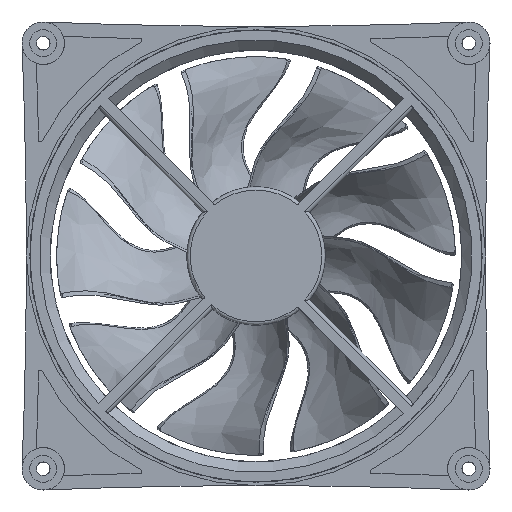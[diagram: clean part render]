
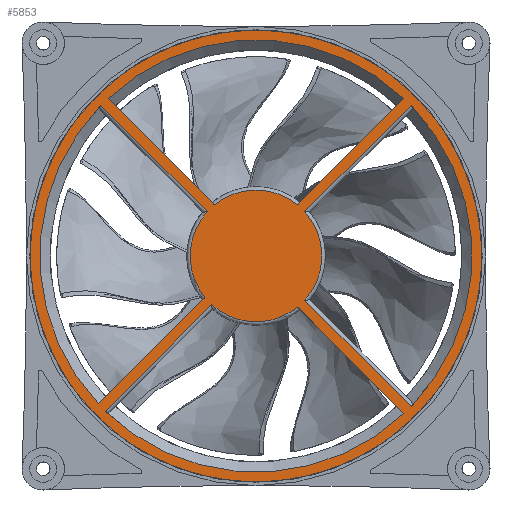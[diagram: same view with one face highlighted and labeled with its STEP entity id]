
A CAD part, front view. The second image highlights one B-rep face of the part: STEP entity #5853.
In plain terms, the highlighted planar face has unit normal (0, -1, 0).
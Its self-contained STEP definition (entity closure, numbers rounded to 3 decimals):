
#324=FACE_BOUND('',#1220,.T.);
#325=FACE_BOUND('',#1221,.T.);
#326=FACE_BOUND('',#1222,.T.);
#327=FACE_BOUND('',#1223,.T.);
#643=PLANE('',#6515);
#825=FACE_OUTER_BOUND('',#1219,.T.);
#1219=EDGE_LOOP('',(#4360));
#1220=EDGE_LOOP('',(#4361,#4362,#4363,#4364));
#1221=EDGE_LOOP('',(#4365,#4366,#4367,#4368));
#1222=EDGE_LOOP('',(#4369,#4370,#4371,#4372));
#1223=EDGE_LOOP('',(#4373,#4374,#4375,#4376));
#1589=LINE('',#9293,#1832);
#1591=LINE('',#9344,#1834);
#1592=LINE('',#9347,#1835);
#1593=LINE('',#9352,#1836);
#1594=LINE('',#9355,#1837);
#1595=LINE('',#9360,#1838);
#1596=LINE('',#9363,#1839);
#1597=LINE('',#9366,#1840);
#1832=VECTOR('',#7646,10.);
#1834=VECTOR('',#7658,10.);
#1835=VECTOR('',#7661,10.);
#1836=VECTOR('',#7664,10.);
#1837=VECTOR('',#7667,10.);
#1838=VECTOR('',#7670,10.);
#1839=VECTOR('',#7673,10.);
#1840=VECTOR('',#7676,10.);
#2162=CIRCLE('',#6508,19.5);
#2165=CIRCLE('',#6514,19.5);
#2166=CIRCLE('',#6516,67.);
#2167=CIRCLE('',#6517,64.);
#2168=CIRCLE('',#6518,64.);
#2169=CIRCLE('',#6519,19.5);
#2170=CIRCLE('',#6520,64.);
#2171=CIRCLE('',#6521,19.5);
#2172=CIRCLE('',#6522,64.);
#2588=VERTEX_POINT('',#9258);
#2591=VERTEX_POINT('',#9272);
#2594=VERTEX_POINT('',#9291);
#2595=VERTEX_POINT('',#9292);
#2599=VERTEX_POINT('',#9328);
#2600=VERTEX_POINT('',#9341);
#2601=VERTEX_POINT('',#9343);
#2602=VERTEX_POINT('',#9345);
#2603=VERTEX_POINT('',#9348);
#2604=VERTEX_POINT('',#9349);
#2605=VERTEX_POINT('',#9351);
#2606=VERTEX_POINT('',#9353);
#2607=VERTEX_POINT('',#9356);
#2608=VERTEX_POINT('',#9357);
#2609=VERTEX_POINT('',#9359);
#2610=VERTEX_POINT('',#9361);
#2611=VERTEX_POINT('',#9364);
#3231=EDGE_CURVE('',#2591,#2588,#2162,.T.);
#3235=EDGE_CURVE('',#2594,#2595,#1589,.T.);
#3241=EDGE_CURVE('',#2599,#2594,#2165,.T.);
#3242=EDGE_CURVE('',#2600,#2600,#2166,.T.);
#3243=EDGE_CURVE('',#2591,#2601,#1591,.T.);
#3244=EDGE_CURVE('',#2602,#2601,#2167,.T.);
#3245=EDGE_CURVE('',#2602,#2588,#1592,.T.);
#3246=EDGE_CURVE('',#2603,#2604,#2168,.T.);
#3247=EDGE_CURVE('',#2605,#2603,#1593,.T.);
#3248=EDGE_CURVE('',#2606,#2605,#2169,.T.);
#3249=EDGE_CURVE('',#2604,#2606,#1594,.T.);
#3250=EDGE_CURVE('',#2607,#2608,#2170,.T.);
#3251=EDGE_CURVE('',#2609,#2607,#1595,.T.);
#3252=EDGE_CURVE('',#2610,#2609,#2171,.T.);
#3253=EDGE_CURVE('',#2610,#2608,#1596,.T.);
#3254=EDGE_CURVE('',#2595,#2611,#2172,.T.);
#3255=EDGE_CURVE('',#2599,#2611,#1597,.T.);
#4360=ORIENTED_EDGE('',*,*,#3242,.T.);
#4361=ORIENTED_EDGE('',*,*,#3243,.T.);
#4362=ORIENTED_EDGE('',*,*,#3244,.F.);
#4363=ORIENTED_EDGE('',*,*,#3245,.T.);
#4364=ORIENTED_EDGE('',*,*,#3231,.F.);
#4365=ORIENTED_EDGE('',*,*,#3246,.F.);
#4366=ORIENTED_EDGE('',*,*,#3247,.F.);
#4367=ORIENTED_EDGE('',*,*,#3248,.F.);
#4368=ORIENTED_EDGE('',*,*,#3249,.F.);
#4369=ORIENTED_EDGE('',*,*,#3250,.F.);
#4370=ORIENTED_EDGE('',*,*,#3251,.F.);
#4371=ORIENTED_EDGE('',*,*,#3252,.F.);
#4372=ORIENTED_EDGE('',*,*,#3253,.T.);
#4373=ORIENTED_EDGE('',*,*,#3254,.F.);
#4374=ORIENTED_EDGE('',*,*,#3235,.F.);
#4375=ORIENTED_EDGE('',*,*,#3241,.F.);
#4376=ORIENTED_EDGE('',*,*,#3255,.T.);
#5853=ADVANCED_FACE('',(#825,#324,#325,#326,#327),#643,.T.);
#6508=AXIS2_PLACEMENT_3D('',#9283,#7636,#7637);
#6514=AXIS2_PLACEMENT_3D('',#9339,#7652,#7653);
#6515=AXIS2_PLACEMENT_3D('',#9340,#7654,#7655);
#6516=AXIS2_PLACEMENT_3D('',#9342,#7656,#7657);
#6517=AXIS2_PLACEMENT_3D('',#9346,#7659,#7660);
#6518=AXIS2_PLACEMENT_3D('',#9350,#7662,#7663);
#6519=AXIS2_PLACEMENT_3D('',#9354,#7665,#7666);
#6520=AXIS2_PLACEMENT_3D('',#9358,#7668,#7669);
#6521=AXIS2_PLACEMENT_3D('',#9362,#7671,#7672);
#6522=AXIS2_PLACEMENT_3D('',#9365,#7674,#7675);
#7636=DIRECTION('center_axis',(0.,1.,0.));
#7637=DIRECTION('ref_axis',(0.,0.,1.));
#7646=DIRECTION('',(-0.707,0.,0.707));
#7652=DIRECTION('center_axis',(0.,1.,0.));
#7653=DIRECTION('ref_axis',(-1.,0.,0.));
#7654=DIRECTION('center_axis',(0.,-1.,0.));
#7655=DIRECTION('ref_axis',(0.,0.,-1.));
#7656=DIRECTION('center_axis',(0.,-1.,0.));
#7657=DIRECTION('ref_axis',(0.707,0.,-0.707));
#7658=DIRECTION('',(-0.707,0.,0.707));
#7659=DIRECTION('center_axis',(0.,-1.,0.));
#7660=DIRECTION('ref_axis',(-1.,0.,0.));
#7661=DIRECTION('',(-0.707,0.,-0.707));
#7662=DIRECTION('center_axis',(0.,-1.,0.));
#7663=DIRECTION('ref_axis',(-1.,0.,0.));
#7664=DIRECTION('',(0.707,0.,-0.707));
#7665=DIRECTION('center_axis',(0.,1.,0.));
#7666=DIRECTION('ref_axis',(1.,0.,0.));
#7667=DIRECTION('',(-0.707,0.,-0.707));
#7668=DIRECTION('center_axis',(0.,-1.,0.));
#7669=DIRECTION('ref_axis',(-1.,0.,0.));
#7670=DIRECTION('',(-0.707,0.,-0.707));
#7671=DIRECTION('center_axis',(0.,1.,0.));
#7672=DIRECTION('ref_axis',(0.,0.,-1.));
#7673=DIRECTION('',(0.707,0.,-0.707));
#7674=DIRECTION('center_axis',(0.,-1.,0.));
#7675=DIRECTION('ref_axis',(-1.,0.,0.));
#7676=DIRECTION('',(-0.707,0.,-0.707));
#9258=CARTESIAN_POINT('',(12.302,-25.,15.13));
#9272=CARTESIAN_POINT('',(-12.302,-25.,15.13));
#9283=CARTESIAN_POINT('Origin',(0.,-25.,0.));
#9291=CARTESIAN_POINT('',(-14.478,-25.,13.063));
#9292=CARTESIAN_POINT('',(-45.956,-25.,44.542));
#9293=CARTESIAN_POINT('',(-7.92,-25.,6.506));
#9328=CARTESIAN_POINT('',(-15.13,-25.,-12.302));
#9339=CARTESIAN_POINT('Origin',(0.,-25.,0.));
#9340=CARTESIAN_POINT('Origin',(0.,-25.,0.));
#9341=CARTESIAN_POINT('',(-47.376,-25.,47.376));
#9342=CARTESIAN_POINT('Origin',(0.,-25.,0.));
#9343=CARTESIAN_POINT('',(-43.819,-25.,46.647));
#9344=CARTESIAN_POINT('',(-13.012,-25.,15.841));
#9345=CARTESIAN_POINT('',(43.819,-25.,46.647));
#9346=CARTESIAN_POINT('Origin',(0.,-25.,0.));
#9347=CARTESIAN_POINT('',(45.941,-25.,48.769));
#9348=CARTESIAN_POINT('',(45.956,-25.,-44.542));
#9349=CARTESIAN_POINT('',(45.956,-25.,44.542));
#9350=CARTESIAN_POINT('Origin',(0.,-25.,0.));
#9351=CARTESIAN_POINT('',(14.478,-25.,-13.063));
#9352=CARTESIAN_POINT('',(7.92,-25.,-6.506));
#9353=CARTESIAN_POINT('',(14.478,-25.,13.063));
#9354=CARTESIAN_POINT('Origin',(0.,-25.,0.));
#9355=CARTESIAN_POINT('',(24.385,-25.,22.97));
#9356=CARTESIAN_POINT('',(-44.542,-25.,-45.956));
#9357=CARTESIAN_POINT('',(43.819,-25.,-46.647));
#9358=CARTESIAN_POINT('Origin',(0.,-25.,0.));
#9359=CARTESIAN_POINT('',(-13.063,-25.,-14.478));
#9360=CARTESIAN_POINT('',(-6.506,-25.,-7.92));
#9361=CARTESIAN_POINT('',(12.302,-25.,-15.13));
#9362=CARTESIAN_POINT('Origin',(0.,-25.,0.));
#9363=CARTESIAN_POINT('',(13.012,-25.,-15.841));
#9364=CARTESIAN_POINT('',(-46.647,-25.,-43.819));
#9365=CARTESIAN_POINT('Origin',(0.,-25.,0.));
#9366=CARTESIAN_POINT('',(-15.841,-25.,-13.012));
